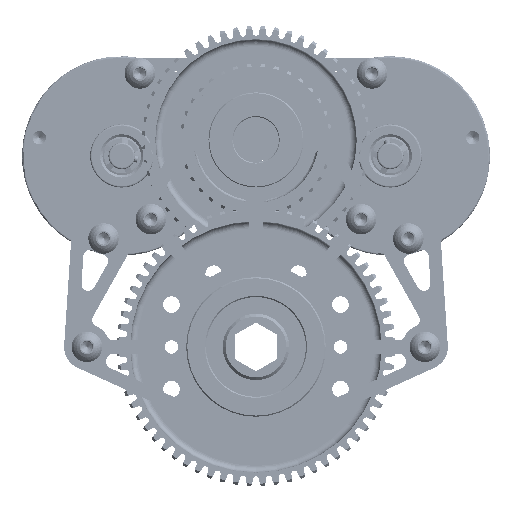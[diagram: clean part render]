
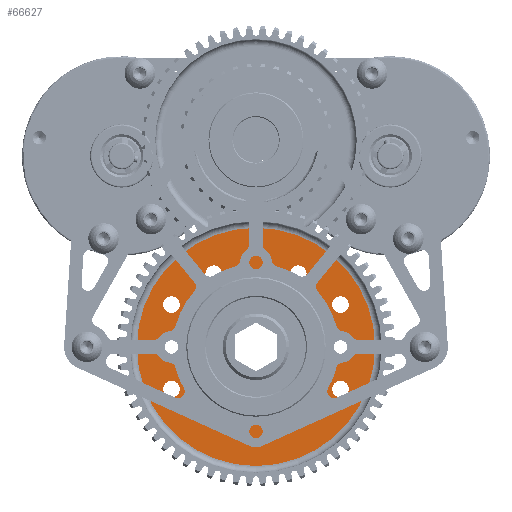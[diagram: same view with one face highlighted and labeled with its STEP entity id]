
A CAD part, front view. The second image highlights one B-rep face of the part: STEP entity #66627.
In plain terms, the highlighted face is planar.
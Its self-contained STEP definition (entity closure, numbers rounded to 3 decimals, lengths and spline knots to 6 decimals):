
#13923=ORIENTED_EDGE('',*,*,#35433,.F.);
#13924=ORIENTED_EDGE('',*,*,#35434,.F.);
#13925=ORIENTED_EDGE('',*,*,#35435,.F.);
#13926=ORIENTED_EDGE('',*,*,#35436,.F.);
#13927=ORIENTED_EDGE('',*,*,#35437,.F.);
#13928=ORIENTED_EDGE('',*,*,#35438,.F.);
#13929=ORIENTED_EDGE('',*,*,#35439,.F.);
#13930=ORIENTED_EDGE('',*,*,#35440,.F.);
#13931=ORIENTED_EDGE('',*,*,#35441,.F.);
#13932=ORIENTED_EDGE('',*,*,#35442,.F.);
#13933=ORIENTED_EDGE('',*,*,#35443,.T.);
#13934=ORIENTED_EDGE('',*,*,#35444,.T.);
#35433=EDGE_CURVE('',#46188,#46188,#53405,.T.);
#35434=EDGE_CURVE('',#46189,#46189,#53406,.T.);
#35435=EDGE_CURVE('',#46190,#46190,#53407,.T.);
#35436=EDGE_CURVE('',#46191,#46191,#53408,.T.);
#35437=EDGE_CURVE('',#46192,#46192,#53409,.T.);
#35438=EDGE_CURVE('',#46193,#46193,#53410,.T.);
#35439=EDGE_CURVE('',#46194,#46194,#53411,.T.);
#35440=EDGE_CURVE('',#46195,#46195,#53412,.T.);
#35441=EDGE_CURVE('',#46196,#46196,#53413,.T.);
#35442=EDGE_CURVE('',#46197,#46197,#53414,.T.);
#35443=EDGE_CURVE('',#46198,#46198,#53415,.T.);
#35444=EDGE_CURVE('',#46199,#46199,#53416,.T.);
#46188=VERTEX_POINT('',#95698);
#46189=VERTEX_POINT('',#95700);
#46190=VERTEX_POINT('',#95702);
#46191=VERTEX_POINT('',#95704);
#46192=VERTEX_POINT('',#95706);
#46193=VERTEX_POINT('',#95708);
#46194=VERTEX_POINT('',#95710);
#46195=VERTEX_POINT('',#95712);
#46196=VERTEX_POINT('',#95714);
#46197=VERTEX_POINT('',#95716);
#46198=VERTEX_POINT('',#95718);
#46199=VERTEX_POINT('',#95720);
#53405=CIRCLE('',#71249,0.0025);
#53406=CIRCLE('',#71250,0.0025);
#53407=CIRCLE('',#71251,0.0025);
#53408=CIRCLE('',#71252,0.0025);
#53409=CIRCLE('',#71253,0.0025);
#53410=CIRCLE('',#71254,0.0025);
#53411=CIRCLE('',#71255,0.0025);
#53412=CIRCLE('',#71256,0.0025);
#53413=CIRCLE('',#71257,0.0025);
#53414=CIRCLE('',#71258,0.0025);
#53415=CIRCLE('',#71259,0.035796);
#53416=CIRCLE('',#71260,0.02105);
#57083=EDGE_LOOP('',(#13923));
#57084=EDGE_LOOP('',(#13924));
#57085=EDGE_LOOP('',(#13925));
#57086=EDGE_LOOP('',(#13926));
#57087=EDGE_LOOP('',(#13927));
#57088=EDGE_LOOP('',(#13928));
#57089=EDGE_LOOP('',(#13929));
#57090=EDGE_LOOP('',(#13930));
#57091=EDGE_LOOP('',(#13931));
#57092=EDGE_LOOP('',(#13932));
#57093=EDGE_LOOP('',(#13933));
#57094=EDGE_LOOP('',(#13934));
#61340=FACE_BOUND('',#57083,.T.);
#61341=FACE_BOUND('',#57084,.T.);
#61342=FACE_BOUND('',#57085,.T.);
#61343=FACE_BOUND('',#57086,.T.);
#61344=FACE_BOUND('',#57087,.T.);
#61345=FACE_BOUND('',#57088,.T.);
#61346=FACE_BOUND('',#57089,.T.);
#61347=FACE_BOUND('',#57090,.T.);
#61348=FACE_BOUND('',#57091,.T.);
#61349=FACE_BOUND('',#57092,.T.);
#61350=FACE_BOUND('',#57093,.T.);
#61351=FACE_BOUND('',#57094,.T.);
#65604=PLANE('',#71248);
#66627=ADVANCED_FACE('',(#61340,#61341,#61342,#61343,#61344,#61345,#61346,
#61347,#61348,#61349,#61350,#61351),#65604,.F.);
#71248=AXIS2_PLACEMENT_3D('',#95696,#78169,#78170);
#71249=AXIS2_PLACEMENT_3D('',#95697,#78171,#78172);
#71250=AXIS2_PLACEMENT_3D('',#95699,#78173,#78174);
#71251=AXIS2_PLACEMENT_3D('',#95701,#78175,#78176);
#71252=AXIS2_PLACEMENT_3D('',#95703,#78177,#78178);
#71253=AXIS2_PLACEMENT_3D('',#95705,#78179,#78180);
#71254=AXIS2_PLACEMENT_3D('',#95707,#78181,#78182);
#71255=AXIS2_PLACEMENT_3D('',#95709,#78183,#78184);
#71256=AXIS2_PLACEMENT_3D('',#95711,#78185,#78186);
#71257=AXIS2_PLACEMENT_3D('',#95713,#78187,#78188);
#71258=AXIS2_PLACEMENT_3D('',#95715,#78189,#78190);
#71259=AXIS2_PLACEMENT_3D('',#95717,#78191,#78192);
#71260=AXIS2_PLACEMENT_3D('',#95719,#78193,#78194);
#78169=DIRECTION('',(0.,-1.,0.));
#78170=DIRECTION('',(1.,0.,0.));
#78171=DIRECTION('',(0.,1.,0.));
#78172=DIRECTION('',(1.,0.,0.));
#78173=DIRECTION('',(0.,1.,0.));
#78174=DIRECTION('',(1.,0.,0.));
#78175=DIRECTION('',(0.,1.,0.));
#78176=DIRECTION('',(1.,0.,0.));
#78177=DIRECTION('',(0.,1.,0.));
#78178=DIRECTION('',(1.,0.,0.));
#78179=DIRECTION('',(0.,1.,0.));
#78180=DIRECTION('',(1.,0.,0.));
#78181=DIRECTION('',(0.,1.,0.));
#78182=DIRECTION('',(1.,0.,0.));
#78183=DIRECTION('',(0.,1.,0.));
#78184=DIRECTION('',(1.,0.,0.));
#78185=DIRECTION('',(0.,1.,0.));
#78186=DIRECTION('',(1.,0.,0.));
#78187=DIRECTION('',(0.,1.,0.));
#78188=DIRECTION('',(1.,0.,0.));
#78189=DIRECTION('',(0.,1.,0.));
#78190=DIRECTION('',(1.,0.,0.));
#78191=DIRECTION('',(0.,1.,0.));
#78192=DIRECTION('',(1.,0.,0.));
#78193=DIRECTION('',(0.,-1.,0.));
#78194=DIRECTION('',(1.,0.,0.));
#95696=CARTESIAN_POINT('',(0.,-0.003175,0.));
#95697=CARTESIAN_POINT('',(0.0254,-0.003175,0.0127));
#95698=CARTESIAN_POINT('',(0.0279,-0.003175,0.0127));
#95699=CARTESIAN_POINT('',(0.0254,-0.003175,-0.0127));
#95700=CARTESIAN_POINT('',(0.0279,-0.003175,-0.0127));
#95701=CARTESIAN_POINT('',(-0.0254,-0.003175,0.0127));
#95702=CARTESIAN_POINT('',(-0.0229,-0.003175,0.0127));
#95703=CARTESIAN_POINT('',(0.0127,-0.003175,0.021997));
#95704=CARTESIAN_POINT('',(0.0152,-0.003175,0.021997));
#95705=CARTESIAN_POINT('',(0.0127,-0.003175,-0.021997));
#95706=CARTESIAN_POINT('',(0.0152,-0.003175,-0.021997));
#95707=CARTESIAN_POINT('',(-0.0127,-0.003175,-0.021997));
#95708=CARTESIAN_POINT('',(-0.0102,-0.003175,-0.021997));
#95709=CARTESIAN_POINT('',(0.0254,-0.003175,0.));
#95710=CARTESIAN_POINT('',(0.0279,-0.003175,0.));
#95711=CARTESIAN_POINT('',(-0.0127,-0.003175,0.021997));
#95712=CARTESIAN_POINT('',(-0.0102,-0.003175,0.021997));
#95713=CARTESIAN_POINT('',(-0.0254,-0.003175,-0.0127));
#95714=CARTESIAN_POINT('',(-0.0229,-0.003175,-0.0127));
#95715=CARTESIAN_POINT('',(-0.0254,-0.003175,0.));
#95716=CARTESIAN_POINT('',(-0.0229,-0.003175,0.));
#95717=CARTESIAN_POINT('',(0.,-0.003175,0.));
#95718=CARTESIAN_POINT('',(0.035796,-0.003175,0.));
#95719=CARTESIAN_POINT('',(0.,-0.003175,0.));
#95720=CARTESIAN_POINT('',(0.02105,-0.003175,0.));
